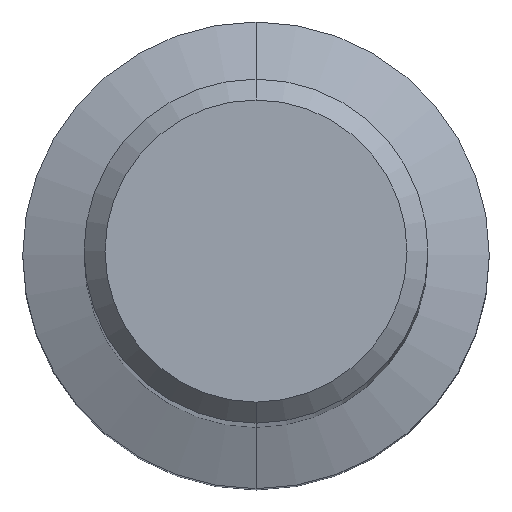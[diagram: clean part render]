
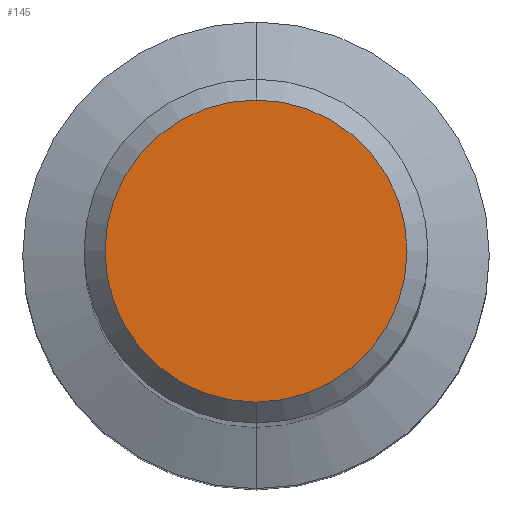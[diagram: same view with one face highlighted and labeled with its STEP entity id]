
A CAD part, top view. The second image highlights one B-rep face of the part: STEP entity #145.
In plain terms, the highlighted planar face has unit normal (0, 0, 1).
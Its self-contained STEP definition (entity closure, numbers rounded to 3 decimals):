
#145=ADVANCED_FACE('',(#347),#348,.T.);
#149=EDGE_CURVE('',#287,#153,#353,.T.);
#153=VERTEX_POINT('',#358);
#195=EDGE_CURVE('',#153,#287,#406,.T.);
#287=VERTEX_POINT('',#508);
#347=FACE_OUTER_BOUND('',#570,.T.);
#348=PLANE('',#571);
#353=CIRCLE('',#577,3.6);
#358=CARTESIAN_POINT('',(0.,-3.6,0.0));
#406=CIRCLE('',#642,3.6);
#508=CARTESIAN_POINT('',(0.0,3.6,0.0));
#570=EDGE_LOOP('',(#832,#833));
#571=AXIS2_PLACEMENT_3D('',#834,#835,#836);
#577=AXIS2_PLACEMENT_3D('',#843,#844,#845);
#642=AXIS2_PLACEMENT_3D('',#925,#926,#927);
#832=ORIENTED_EDGE('',*,*,#149,.F.);
#833=ORIENTED_EDGE('',*,*,#195,.F.);
#834=CARTESIAN_POINT('',(0.0,1.8,0.0));
#835=DIRECTION('',(-0.0,0.0,1.0));
#836=DIRECTION('',(0.0,-1.0,0.0));
#843=CARTESIAN_POINT('',(0.0,0.0,0.0));
#844=DIRECTION('',(0.0,0.0,-1.0));
#845=DIRECTION('',(0.0,1.0,0.0));
#925=CARTESIAN_POINT('',(0.0,0.0,0.0));
#926=DIRECTION('',(0.0,0.0,-1.0));
#927=DIRECTION('',(0.0,1.0,0.0));
